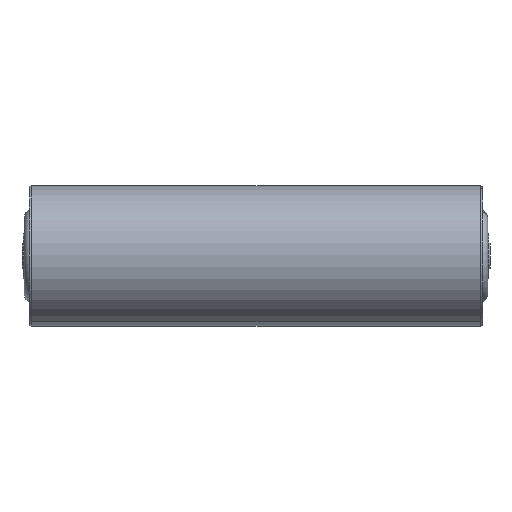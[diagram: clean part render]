
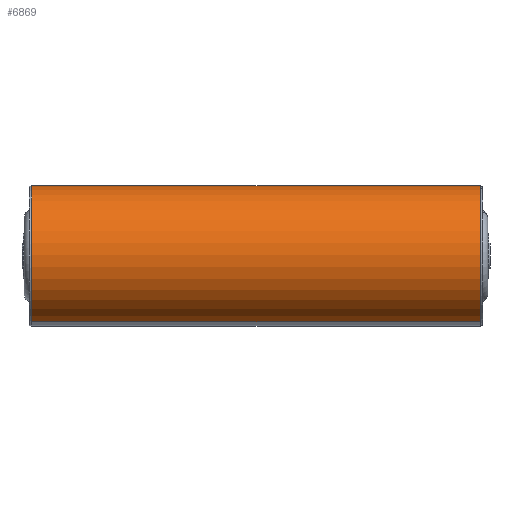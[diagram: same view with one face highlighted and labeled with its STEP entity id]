
A CAD part, front view. The second image highlights one B-rep face of the part: STEP entity #6869.
In plain terms, the highlighted cylindrical face has radius 30 mm (diameter 60 mm), a partial arc.
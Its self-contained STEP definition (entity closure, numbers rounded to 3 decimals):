
#113 = CIRCLE ( 'NONE', #7109, 30. ) ;
#727 = VERTEX_POINT ( 'NONE', #10080 ) ;
#1341 = ORIENTED_EDGE ( 'NONE', *, *, #11645, .F. ) ;
#1837 = DIRECTION ( 'NONE',  ( 0., -0.358, -0.934 ) ) ;
#1933 = LINE ( 'NONE', #3040, #7736 ) ;
#1991 = DIRECTION ( 'NONE',  ( -1., 0., 0. ) ) ;
#2091 = DIRECTION ( 'NONE',  ( 0., -0.358, -0.934 ) ) ;
#2214 = CARTESIAN_POINT ( 'NONE',  ( 3.7, 0., 0. ) ) ;
#2284 = EDGE_CURVE ( 'NONE', #7474, #2859, #1933, .T. ) ;
#2338 = AXIS2_PLACEMENT_3D ( 'NONE', #11735, #2367, #5307 ) ;
#2367 = DIRECTION ( 'NONE',  ( -1., 0., 0. ) ) ;
#2859 = VERTEX_POINT ( 'NONE', #7407 ) ;
#3040 = CARTESIAN_POINT ( 'NONE',  ( 195.3, 10.749, 28.008 ) ) ;
#3123 = DIRECTION ( 'NONE',  ( 1., 0., 0. ) ) ;
#3543 = VERTEX_POINT ( 'NONE', #9250 ) ;
#3699 = ORIENTED_EDGE ( 'NONE', *, *, #4314, .T. ) ;
#3782 = DIRECTION ( 'NONE',  ( -1., 0., 0. ) ) ;
#4164 = EDGE_LOOP ( 'NONE', ( #1341, #10915, #5331, #3699 ) ) ;
#4313 = AXIS2_PLACEMENT_3D ( 'NONE', #7254, #8223, #1837 ) ;
#4314 = EDGE_CURVE ( 'NONE', #2859, #3543, #113, .T. ) ;
#4806 = FACE_OUTER_BOUND ( 'NONE', #4164, .T. ) ;
#4807 = CARTESIAN_POINT ( 'NONE',  ( 195.3, -10.749, -28.008 ) ) ;
#5307 = DIRECTION ( 'NONE',  ( 0., 0.358, 0.934 ) ) ;
#5331 = ORIENTED_EDGE ( 'NONE', *, *, #2284, .T. ) ;
#6142 = EDGE_CURVE ( 'NONE', #7474, #727, #12160, .T. ) ;
#6869 = ADVANCED_FACE ( 'NONE', ( #4806 ), #13125, .T. ) ;
#7109 = AXIS2_PLACEMENT_3D ( 'NONE', #2214, #3123, #2091 ) ;
#7254 = CARTESIAN_POINT ( 'NONE',  ( 195.3, 0., 0. ) ) ;
#7407 = CARTESIAN_POINT ( 'NONE',  ( 3.7, 10.749, 28.008 ) ) ;
#7474 = VERTEX_POINT ( 'NONE', #9721 ) ;
#7736 = VECTOR ( 'NONE', #1991, 1000. ) ;
#7846 = VECTOR ( 'NONE', #3782, 1000. ) ;
#8223 = DIRECTION ( 'NONE',  ( 1., 0., 0. ) ) ;
#9250 = CARTESIAN_POINT ( 'NONE',  ( 3.7, -10.749, -28.008 ) ) ;
#9721 = CARTESIAN_POINT ( 'NONE',  ( 195.3, 10.749, 28.008 ) ) ;
#10080 = CARTESIAN_POINT ( 'NONE',  ( 195.3, -10.749, -28.008 ) ) ;
#10915 = ORIENTED_EDGE ( 'NONE', *, *, #6142, .F. ) ;
#10995 = LINE ( 'NONE', #4807, #7846 ) ;
#11645 = EDGE_CURVE ( 'NONE', #727, #3543, #10995, .T. ) ;
#11735 = CARTESIAN_POINT ( 'NONE',  ( 195.3, 0., 0. ) ) ;
#12160 = CIRCLE ( 'NONE', #4313, 30. ) ;
#13125 = CYLINDRICAL_SURFACE ( 'NONE', #2338, 30. ) ;
